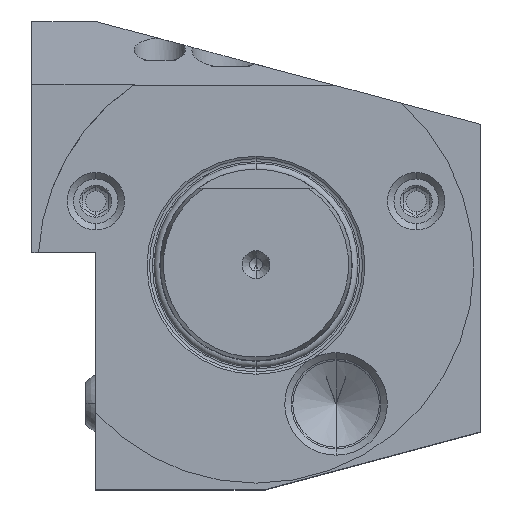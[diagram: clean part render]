
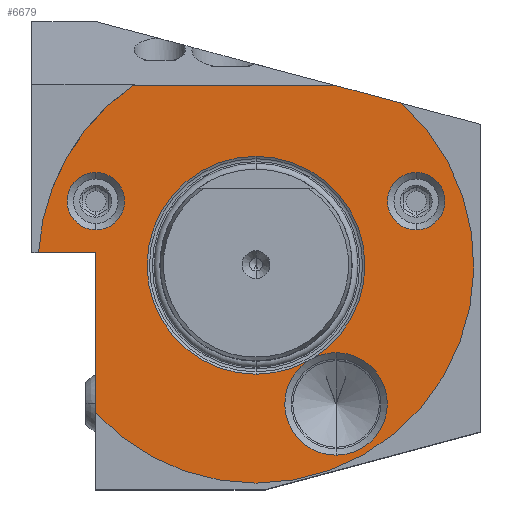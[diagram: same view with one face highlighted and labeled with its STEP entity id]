
A CAD part, top view. The second image highlights one B-rep face of the part: STEP entity #6679.
In plain terms, the highlighted planar face has unit normal (0, 0, 1).
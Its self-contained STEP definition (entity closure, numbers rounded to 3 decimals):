
#217=DIRECTION('',(-1,0,0));
#218=VECTOR('',#217,31.895);
#219=CARTESIAN_POINT('',(12.608,28,-55));
#220=LINE('',#219,#218);
#221=DIRECTION('',(-0.966,0.259,0));
#222=VECTOR('',#221,10.475);
#223=CARTESIAN_POINT('',(22.726,25.289,-55));
#224=LINE('',#223,#222);
#225=CARTESIAN_POINT('',(0,0,-55));
#226=DIRECTION('',(0,0,1));
#227=DIRECTION('',(0,-1,0));
#228=AXIS2_PLACEMENT_3D('',#225,#226,#227);
#230=CARTESIAN_POINT('',(0,0,-55));
#231=DIRECTION('',(0,0,1));
#232=DIRECTION('',(-0.735,-0.678,0));
#233=AXIS2_PLACEMENT_3D('',#230,#231,#232);
#235=DIRECTION('',(0,-1,0));
#236=VECTOR('',#235,25.043);
#237=CARTESIAN_POINT('',(-25,2,-55));
#238=LINE('',#237,#236);
#239=DIRECTION('',(1,0,0));
#240=VECTOR('',#239,8.941);
#241=CARTESIAN_POINT('',(-33.941,2,-55));
#242=LINE('',#241,#240);
#243=CARTESIAN_POINT('',(0,0,-55));
#244=DIRECTION('',(0,0,1));
#245=DIRECTION('',(-0.567,0.824,0));
#246=AXIS2_PLACEMENT_3D('',#243,#244,#245);
#248=CARTESIAN_POINT('',(25,10,-55));
#249=DIRECTION('',(0,0,-1));
#250=DIRECTION('',(0,-1,0));
#251=AXIS2_PLACEMENT_3D('',#248,#249,#250);
#253=CARTESIAN_POINT('',(25,10,-55));
#254=DIRECTION('',(0,0,-1));
#255=DIRECTION('',(0,1,0));
#256=AXIS2_PLACEMENT_3D('',#253,#254,#255);
#258=CARTESIAN_POINT('',(-25,10,-55));
#259=DIRECTION('',(0,0,-1));
#260=DIRECTION('',(0,-1,0));
#261=AXIS2_PLACEMENT_3D('',#258,#259,#260);
#263=CARTESIAN_POINT('',(-25,10,-55));
#264=DIRECTION('',(0,0,-1));
#265=DIRECTION('',(0,1,0));
#266=AXIS2_PLACEMENT_3D('',#263,#264,#265);
#268=CARTESIAN_POINT('',(0,0,-55));
#269=DIRECTION('',(0,0,-1));
#270=DIRECTION('',(0,1,0));
#271=AXIS2_PLACEMENT_3D('',#268,#269,#270);
#273=CARTESIAN_POINT('',(0,0,-55));
#274=DIRECTION('',(0,0,-1));
#275=DIRECTION('',(0,-1,0));
#276=AXIS2_PLACEMENT_3D('',#273,#274,#275);
#278=CARTESIAN_POINT('',(0,0,-55));
#279=DIRECTION('',(0,0,-1));
#280=DIRECTION('',(0.476,-0.879,0));
#281=AXIS2_PLACEMENT_3D('',#278,#279,#280);
#283=CARTESIAN_POINT('',(12.49,-21.633,-55));
#284=DIRECTION('',(0,0,-1));
#285=DIRECTION('',(0,-1,0));
#286=AXIS2_PLACEMENT_3D('',#283,#284,#285);
#288=CARTESIAN_POINT('',(12.49,-21.633,-55));
#289=DIRECTION('',(0,0,-1));
#290=DIRECTION('',(0,1,0));
#291=AXIS2_PLACEMENT_3D('',#288,#289,#290);
#293=CARTESIAN_POINT('',(12.49,-21.633,-55));
#294=DIRECTION('',(0,0,-1));
#295=DIRECTION('',(-0.449,0.894,0));
#296=AXIS2_PLACEMENT_3D('',#293,#294,#295);
#314=CARTESIAN_POINT('',(-19.287,28,-55));
#2928=CARTESIAN_POINT('',(8.901,-14.484,-55));
#5768=CARTESIAN_POINT('',(12.49,-13.633,-55));
#5770=VERTEX_POINT('',#5768);
#5790=CARTESIAN_POINT('',(-25,5.525,-55));
#5791=CARTESIAN_POINT('',(-25,14.475,-55));
#5792=VERTEX_POINT('',#5790);
#5793=VERTEX_POINT('',#5791);
#5804=CARTESIAN_POINT('',(12.49,-29.633,-55));
#5805=CARTESIAN_POINT('',(8.093,-14.95,-55));
#5806=VERTEX_POINT('',#5804);
#5807=VERTEX_POINT('',#5805);
#5808=VERTEX_POINT('',#2928);
#5809=CARTESIAN_POINT('',(-25,-23.043,-55));
#5811=VERTEX_POINT('',#5809);
#5825=CARTESIAN_POINT('',(25,5.525,-55));
#5826=CARTESIAN_POINT('',(25,14.475,-55));
#5827=VERTEX_POINT('',#5825);
#5828=VERTEX_POINT('',#5826);
#5845=CARTESIAN_POINT('',(0,-34,-55));
#5846=VERTEX_POINT('',#5845);
#6043=CARTESIAN_POINT('',(12.608,28,-55));
#6044=VERTEX_POINT('',#6043);
#6054=CARTESIAN_POINT('',(-25,2,-55));
#6056=VERTEX_POINT('',#6054);
#6066=CARTESIAN_POINT('',(22.726,25.289,-55));
#6068=VERTEX_POINT('',#6066);
#6079=CARTESIAN_POINT('',(0,-17,-55));
#6080=VERTEX_POINT('',#6079);
#6088=CARTESIAN_POINT('',(-33.941,2,-55));
#6090=VERTEX_POINT('',#6088);
#6093=CARTESIAN_POINT('',(0,17,-55));
#6094=VERTEX_POINT('',#6093);
#6163=VERTEX_POINT('',#314);
#6634=CARTESIAN_POINT('',(17,0,-55));
#6635=DIRECTION('',(0,0,-1));
#6636=DIRECTION('',(0,1,0));
#6637=AXIS2_PLACEMENT_3D('',#6634,#6635,#6636);
#6638=PLANE('',#6637);
#6640=ORIENTED_EDGE('',*,*,#6639,.F.);
#6642=ORIENTED_EDGE('',*,*,#6641,.F.);
#6644=ORIENTED_EDGE('',*,*,#6643,.F.);
#6646=ORIENTED_EDGE('',*,*,#6645,.F.);
#6648=ORIENTED_EDGE('',*,*,#6647,.F.);
#6650=ORIENTED_EDGE('',*,*,#6649,.F.);
#6652=ORIENTED_EDGE('',*,*,#6651,.F.);
#6653=EDGE_LOOP('',(#6640,#6642,#6644,#6646,#6648,#6650,#6652));
#6654=FACE_OUTER_BOUND('',#6653,.F.);
#6655=ORIENTED_EDGE('',*,*,#6614,.F.);
#6656=ORIENTED_EDGE('',*,*,#6627,.F.);
#6657=EDGE_LOOP('',(#6655,#6656));
#6658=FACE_BOUND('',#6657,.F.);
#6660=ORIENTED_EDGE('',*,*,#6659,.F.);
#6662=ORIENTED_EDGE('',*,*,#6661,.F.);
#6663=EDGE_LOOP('',(#6660,#6662));
#6664=FACE_BOUND('',#6663,.F.);
#6666=ORIENTED_EDGE('',*,*,#6665,.F.);
#6668=ORIENTED_EDGE('',*,*,#6667,.F.);
#6670=ORIENTED_EDGE('',*,*,#6669,.F.);
#6672=ORIENTED_EDGE('',*,*,#6671,.F.);
#6674=ORIENTED_EDGE('',*,*,#6673,.F.);
#6676=ORIENTED_EDGE('',*,*,#6675,.F.);
#6677=EDGE_LOOP('',(#6666,#6668,#6670,#6672,#6674,#6676));
#6678=FACE_BOUND('',#6677,.F.);
#6679=ADVANCED_FACE('',(#6654,#6658,#6664,#6678),#6638,.F.);
#229=CIRCLE('',#228,34);
#234=CIRCLE('',#233,34);
#247=CIRCLE('',#246,34);
#252=CIRCLE('',#251,4.475);
#257=CIRCLE('',#256,4.475);
#262=CIRCLE('',#261,4.475);
#267=CIRCLE('',#266,4.475);
#272=CIRCLE('',#271,17);
#277=CIRCLE('',#276,17);
#282=CIRCLE('',#281,17);
#287=CIRCLE('',#286,8);
#292=CIRCLE('',#291,8);
#297=CIRCLE('',#296,8);
#6614=EDGE_CURVE('',#5827,#5828,#252,.T.);
#6627=EDGE_CURVE('',#5828,#5827,#257,.T.);
#6639=EDGE_CURVE('',#6044,#6163,#220,.T.);
#6641=EDGE_CURVE('',#6068,#6044,#224,.T.);
#6643=EDGE_CURVE('',#5846,#6068,#229,.T.);
#6645=EDGE_CURVE('',#5811,#5846,#234,.T.);
#6647=EDGE_CURVE('',#6056,#5811,#238,.T.);
#6649=EDGE_CURVE('',#6090,#6056,#242,.T.);
#6651=EDGE_CURVE('',#6163,#6090,#247,.T.);
#6659=EDGE_CURVE('',#5792,#5793,#262,.T.);
#6661=EDGE_CURVE('',#5793,#5792,#267,.T.);
#6665=EDGE_CURVE('',#6094,#5808,#272,.T.);
#6667=EDGE_CURVE('',#6080,#6094,#277,.T.);
#6669=EDGE_CURVE('',#5807,#6080,#282,.T.);
#6671=EDGE_CURVE('',#5806,#5807,#287,.T.);
#6673=EDGE_CURVE('',#5770,#5806,#292,.T.);
#6675=EDGE_CURVE('',#5808,#5770,#297,.T.);
